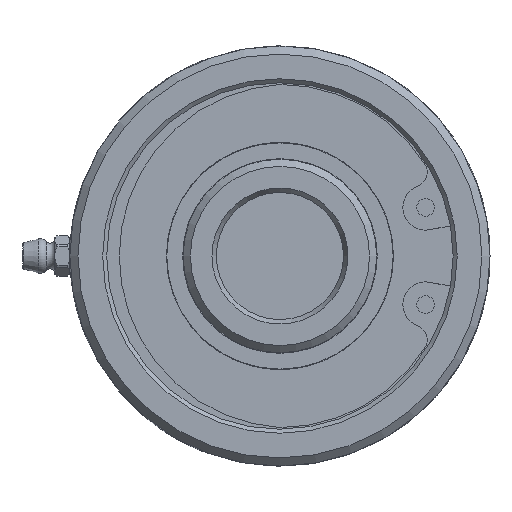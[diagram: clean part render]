
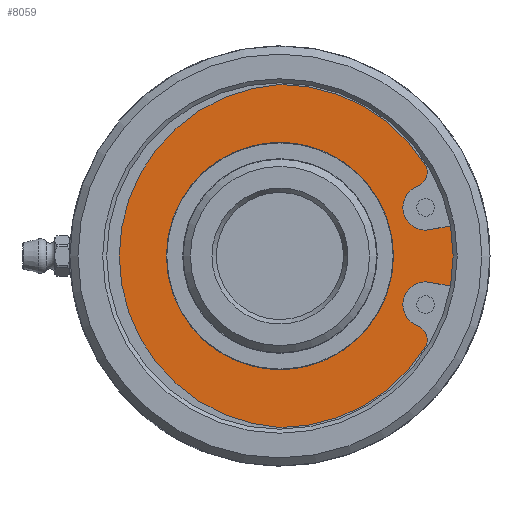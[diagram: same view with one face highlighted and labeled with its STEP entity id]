
A CAD part, left-side view. The second image highlights one B-rep face of the part: STEP entity #8059.
In plain terms, the highlighted planar face has unit normal (-1, 0, 0).
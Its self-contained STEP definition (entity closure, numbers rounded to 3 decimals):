
#369=PLANE('',#8733);
#501=FACE_BOUND('',#1506,.T.);
#1017=FACE_OUTER_BOUND('',#1505,.T.);
#1505=EDGE_LOOP('',(#5830,#5831,#5832,#5833,#5834,#5835,#5836,#5837,#5838,
#5839));
#1506=EDGE_LOOP('',(#5840,#5841));
#2051=CIRCLE('',#8677,22.325);
#2052=CIRCLE('',#8678,22.325);
#2060=CIRCLE('',#8699,4.474);
#2066=CIRCLE('',#8710,33.733);
#2068=CIRCLE('',#8713,2.949);
#2070=CIRCLE('',#8716,4.474);
#2072=CIRCLE('',#8719,2.949);
#2074=CIRCLE('',#8722,33.733);
#2076=CIRCLE('',#8725,33.806);
#2078=CIRCLE('',#8729,36.9);
#2387=LINE('',#12678,#2790);
#2391=LINE('',#12688,#2794);
#2790=VECTOR('',#9720,10.);
#2794=VECTOR('',#9726,10.);
#3364=VERTEX_POINT('',#12599);
#3365=VERTEX_POINT('',#12600);
#3386=VERTEX_POINT('',#12666);
#3387=VERTEX_POINT('',#12668);
#3390=VERTEX_POINT('',#12676);
#3394=VERTEX_POINT('',#12685);
#3395=VERTEX_POINT('',#12687);
#3402=VERTEX_POINT('',#12706);
#3403=VERTEX_POINT('',#12708);
#3405=VERTEX_POINT('',#12717);
#3407=VERTEX_POINT('',#12723);
#3409=VERTEX_POINT('',#12729);
#4256=EDGE_CURVE('',#3364,#3365,#2051,.T.);
#4257=EDGE_CURVE('',#3365,#3364,#2052,.T.);
#4289=EDGE_CURVE('',#3387,#3386,#2060,.T.);
#4294=EDGE_CURVE('',#3386,#3390,#2387,.T.);
#4298=EDGE_CURVE('',#3395,#3394,#2391,.T.);
#4308=EDGE_CURVE('',#3403,#3402,#2066,.T.);
#4311=EDGE_CURVE('',#3402,#3387,#2068,.T.);
#4314=EDGE_CURVE('',#3394,#3405,#2070,.T.);
#4317=EDGE_CURVE('',#3405,#3407,#2072,.T.);
#4320=EDGE_CURVE('',#3407,#3409,#2074,.T.);
#4322=EDGE_CURVE('',#3409,#3403,#2076,.T.);
#4324=EDGE_CURVE('',#3390,#3395,#2078,.T.);
#5830=ORIENTED_EDGE('',*,*,#4298,.T.);
#5831=ORIENTED_EDGE('',*,*,#4314,.T.);
#5832=ORIENTED_EDGE('',*,*,#4317,.T.);
#5833=ORIENTED_EDGE('',*,*,#4320,.T.);
#5834=ORIENTED_EDGE('',*,*,#4322,.T.);
#5835=ORIENTED_EDGE('',*,*,#4308,.T.);
#5836=ORIENTED_EDGE('',*,*,#4311,.T.);
#5837=ORIENTED_EDGE('',*,*,#4289,.T.);
#5838=ORIENTED_EDGE('',*,*,#4294,.T.);
#5839=ORIENTED_EDGE('',*,*,#4324,.T.);
#5840=ORIENTED_EDGE('',*,*,#4256,.T.);
#5841=ORIENTED_EDGE('',*,*,#4257,.T.);
#8059=ADVANCED_FACE('',(#1017,#501),#369,.F.);
#8677=AXIS2_PLACEMENT_3D('',#12601,#9644,#9645);
#8678=AXIS2_PLACEMENT_3D('',#12602,#9646,#9647);
#8699=AXIS2_PLACEMENT_3D('',#12669,#9712,#9713);
#8710=AXIS2_PLACEMENT_3D('',#12709,#9747,#9748);
#8713=AXIS2_PLACEMENT_3D('',#12713,#9754,#9755);
#8716=AXIS2_PLACEMENT_3D('',#12719,#9761,#9762);
#8719=AXIS2_PLACEMENT_3D('',#12725,#9768,#9769);
#8722=AXIS2_PLACEMENT_3D('',#12731,#9775,#9776);
#8725=AXIS2_PLACEMENT_3D('',#12734,#9781,#9782);
#8729=AXIS2_PLACEMENT_3D('',#12738,#9789,#9790);
#8733=AXIS2_PLACEMENT_3D('',#12743,#9797,#9798);
#9644=DIRECTION('center_axis',(1.,0.,0.));
#9645=DIRECTION('ref_axis',(0.,-1.,0.));
#9646=DIRECTION('center_axis',(1.,0.,0.));
#9647=DIRECTION('ref_axis',(0.,-1.,0.));
#9712=DIRECTION('center_axis',(1.,0.,0.));
#9713=DIRECTION('ref_axis',(0.,0.355,-0.935));
#9720=DIRECTION('',(0.,-0.985,-0.174));
#9726=DIRECTION('',(0.,0.985,-0.174));
#9747=DIRECTION('center_axis',(-1.,0.,0.));
#9748=DIRECTION('ref_axis',(0.,0.849,0.528));
#9754=DIRECTION('center_axis',(-1.,0.,0.));
#9755=DIRECTION('ref_axis',(0.,0.355,-0.935));
#9761=DIRECTION('center_axis',(1.,0.,0.));
#9762=DIRECTION('ref_axis',(0.,-0.046,-0.999));
#9768=DIRECTION('center_axis',(-1.,0.,0.));
#9769=DIRECTION('ref_axis',(0.,0.893,-0.451));
#9775=DIRECTION('center_axis',(-1.,0.,0.));
#9776=DIRECTION('ref_axis',(0.,0.,-1.));
#9781=DIRECTION('center_axis',(-1.,0.,0.));
#9782=DIRECTION('ref_axis',(0.,-0.066,0.998));
#9789=DIRECTION('center_axis',(-1.,0.,0.));
#9790=DIRECTION('ref_axis',(0.,1.,0.));
#9797=DIRECTION('center_axis',(1.,0.,0.));
#9798=DIRECTION('ref_axis',(0.,0.,-1.));
#12599=CARTESIAN_POINT('',(7.26,-22.325,0.));
#12600=CARTESIAN_POINT('',(7.26,22.325,0.));
#12601=CARTESIAN_POINT('Origin',(7.26,0.,
0.));
#12602=CARTESIAN_POINT('Origin',(7.26,0.,
0.));
#12666=CARTESIAN_POINT('',(7.26,-28.843,-5.086));
#12668=CARTESIAN_POINT('',(7.26,-27.053,-13.738));
#12669=CARTESIAN_POINT('Origin',(7.26,-28.639,-9.555));
#12676=CARTESIAN_POINT('',(7.26,-36.339,-6.408));
#12678=CARTESIAN_POINT('',(7.26,-4.374,-0.771));
#12685=CARTESIAN_POINT('',(7.26,-28.843,5.086));
#12687=CARTESIAN_POINT('',(7.26,-36.339,6.408));
#12688=CARTESIAN_POINT('',(7.26,-0.625,0.11));
#12706=CARTESIAN_POINT('',(7.26,-28.639,-17.825));
#12708=CARTESIAN_POINT('',(7.26,0.,-33.733));
#12709=CARTESIAN_POINT('Origin',(7.26,0.,0.));
#12713=CARTESIAN_POINT('Origin',(7.26,-26.007,-16.495));
#12717=CARTESIAN_POINT('',(7.26,-27.053,13.738));
#12719=CARTESIAN_POINT('Origin',(7.26,-28.639,9.555));
#12723=CARTESIAN_POINT('',(7.26,-28.639,17.825));
#12725=CARTESIAN_POINT('Origin',(7.26,-26.007,16.495));
#12729=CARTESIAN_POINT('',(7.26,0.,33.733));
#12731=CARTESIAN_POINT('Origin',(7.26,0.,0.));
#12734=CARTESIAN_POINT('Origin',(7.26,-2.225,0.));
#12738=CARTESIAN_POINT('Origin',(7.26,0.,0.));
#12743=CARTESIAN_POINT('Origin',(7.26,28.45,0.));
